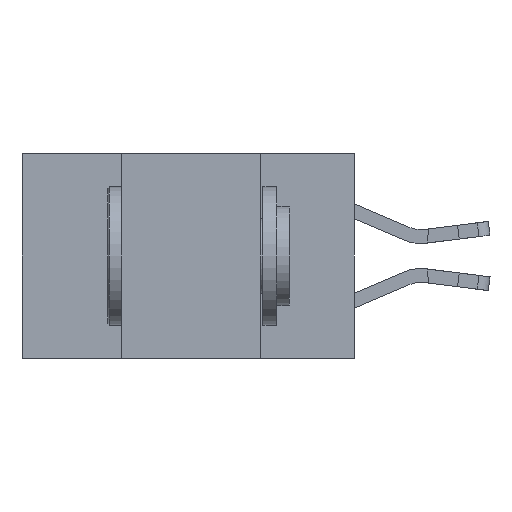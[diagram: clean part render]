
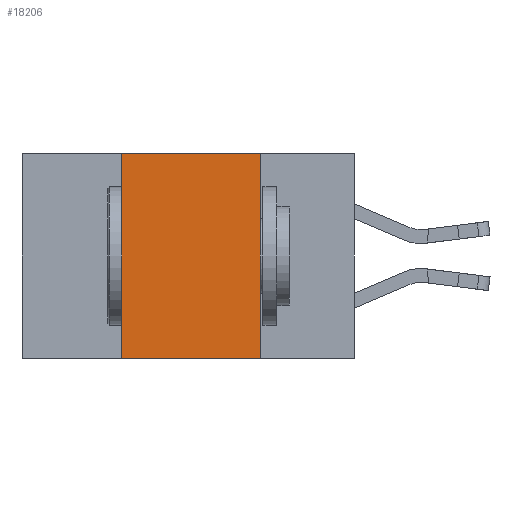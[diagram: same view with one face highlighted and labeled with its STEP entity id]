
A CAD part, left-side view. The second image highlights one B-rep face of the part: STEP entity #18206.
In plain terms, the highlighted planar face has unit normal (-1, 0, 0).
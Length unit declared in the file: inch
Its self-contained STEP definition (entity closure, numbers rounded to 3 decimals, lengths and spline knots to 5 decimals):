
#676 = CARTESIAN_POINT ( 'NONE',  ( 0., 0.6, -0.37 ) ) ;
#1036 = LINE ( 'NONE', #24713, #24568 ) ;
#1420 = EDGE_CURVE ( 'NONE', #25149, #22044, #18801, .T. ) ;
#1533 = VERTEX_POINT ( 'NONE', #12598 ) ;
#3647 = DIRECTION ( 'NONE',  ( 0., 0., -1. ) ) ;
#3719 = ORIENTED_EDGE ( 'NONE', *, *, #14490, .F. ) ;
#7262 = EDGE_LOOP ( 'NONE', ( #17032, #3719, #14421, #17722 ) ) ;
#7725 = CARTESIAN_POINT ( 'NONE',  ( 0., 0.42, 0. ) ) ;
#8396 = VERTEX_POINT ( 'NONE', #24424 ) ;
#8787 = VECTOR ( 'NONE', #20356, 39.37008 ) ;
#9281 = EDGE_CURVE ( 'NONE', #1533, #8396, #1036, .T. ) ;
#11610 = CARTESIAN_POINT ( 'NONE',  ( 0., 0.6, 0. ) ) ;
#12598 = CARTESIAN_POINT ( 'NONE',  ( 0., 0.17, 0. ) ) ;
#12715 = VECTOR ( 'NONE', #23537, 39.37008 ) ;
#13022 = DIRECTION ( 'NONE',  ( 0., 0., -1. ) ) ;
#13234 = PLANE ( 'NONE',  #16301 ) ;
#13463 = DIRECTION ( 'NONE',  ( 1., 0., 0. ) ) ;
#14421 = ORIENTED_EDGE ( 'NONE', *, *, #1420, .F. ) ;
#14490 = EDGE_CURVE ( 'NONE', #22044, #1533, #18839, .T. ) ;
#14583 = VECTOR ( 'NONE', #16843, 39.37008 ) ;
#15409 = CARTESIAN_POINT ( 'NONE',  ( 0., 0.42, -0.37 ) ) ;
#16301 = AXIS2_PLACEMENT_3D ( 'NONE', #11610, #13463, #3647 ) ;
#16843 = DIRECTION ( 'NONE',  ( 0., -1., 0. ) ) ;
#17032 = ORIENTED_EDGE ( 'NONE', *, *, #9281, .F. ) ;
#17722 = ORIENTED_EDGE ( 'NONE', *, *, #24257, .T. ) ;
#18206 = ADVANCED_FACE ( 'NONE', ( #19475 ), #13234, .F. ) ;
#18801 = LINE ( 'NONE', #21556, #12715 ) ;
#18839 = LINE ( 'NONE', #20545, #14583 ) ;
#19475 = FACE_OUTER_BOUND ( 'NONE', #7262, .T. ) ;
#20356 = DIRECTION ( 'NONE',  ( 0., -1., 0. ) ) ;
#20545 = CARTESIAN_POINT ( 'NONE',  ( 0., 0.6, 0. ) ) ;
#21556 = CARTESIAN_POINT ( 'NONE',  ( 0., 0.42, 0. ) ) ;
#22044 = VERTEX_POINT ( 'NONE', #7725 ) ;
#23537 = DIRECTION ( 'NONE',  ( 0., 0., 1. ) ) ;
#24257 = EDGE_CURVE ( 'NONE', #25149, #8396, #24962, .T. ) ;
#24424 = CARTESIAN_POINT ( 'NONE',  ( 0., 0.17, -0.37 ) ) ;
#24568 = VECTOR ( 'NONE', #13022, 39.37008 ) ;
#24713 = CARTESIAN_POINT ( 'NONE',  ( 0., 0.17, 0. ) ) ;
#24962 = LINE ( 'NONE', #676, #8787 ) ;
#25149 = VERTEX_POINT ( 'NONE', #15409 ) ;
